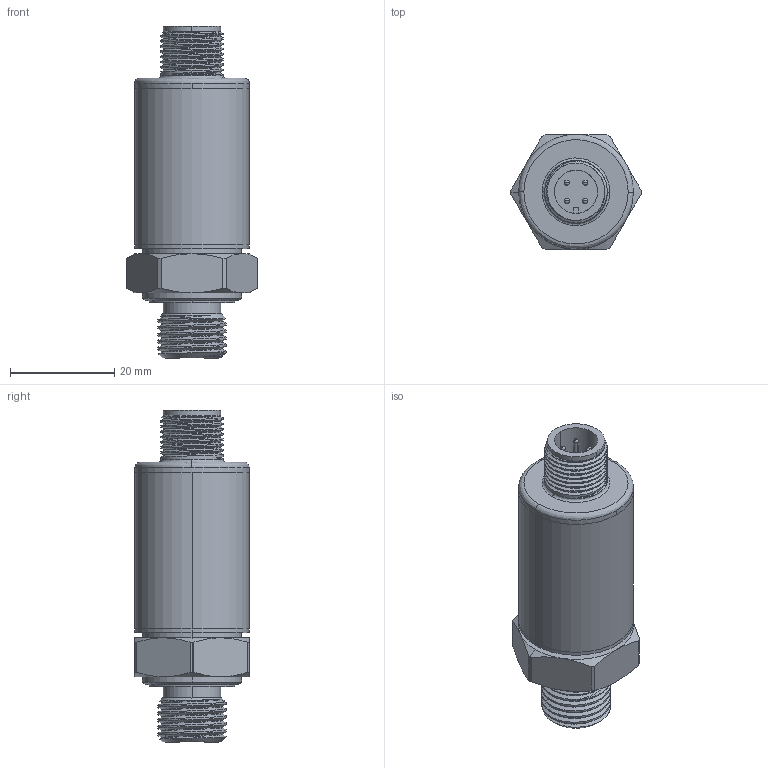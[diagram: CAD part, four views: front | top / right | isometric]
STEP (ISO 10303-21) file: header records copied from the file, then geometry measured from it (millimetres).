
FILE_DESCRIPTION (( 'STEP AP214' ), '1' );
FILE_NAME ('PT211A-212_3D.step', '2023-03-30T23:09:25', ( '' ), ( '' ), 'SwSTEP 2.0', 'SolidWorks 2022', '' );
FILE_SCHEMA (( 'AUTOMOTIVE_DESIGN' ));
Length unit declared in the file: inch
Products named in the file (5): FST800-1^PT211A-212; PT211A-212_3D; FST800-2^PT211A-212; 111^PT211A-212; FST800-3^PT211A-212
Assembly tree (4 placements, depth 2):
  PT211A-212_3D
    FST800-1^PT211A-212
    FST800-2^PT211A-212
    FST800-3^PT211A-212
    111^PT211A-212
Bounding box: 25 x 22 x 63.7 mm (x, y, z)
Volume: 17782.4 mm3; surface area: 7577 mm2
Topology: 4 solids, 4 shells, 156 faces, 447 edges, 296 vertices
Faces by surface type: cylinder 67, bspline 33, cone 28, plane 28
Entity records: 10708 total; most frequent: CARTESIAN_POINT 6918, ORIENTED_EDGE 862, DIRECTION 577, EDGE_CURVE 431, VERTEX_POINT 296, AXIS2_PLACEMENT_3D 238, B_SPLINE_CURVE_WITH_KNOTS 218, EDGE_LOOP 171
